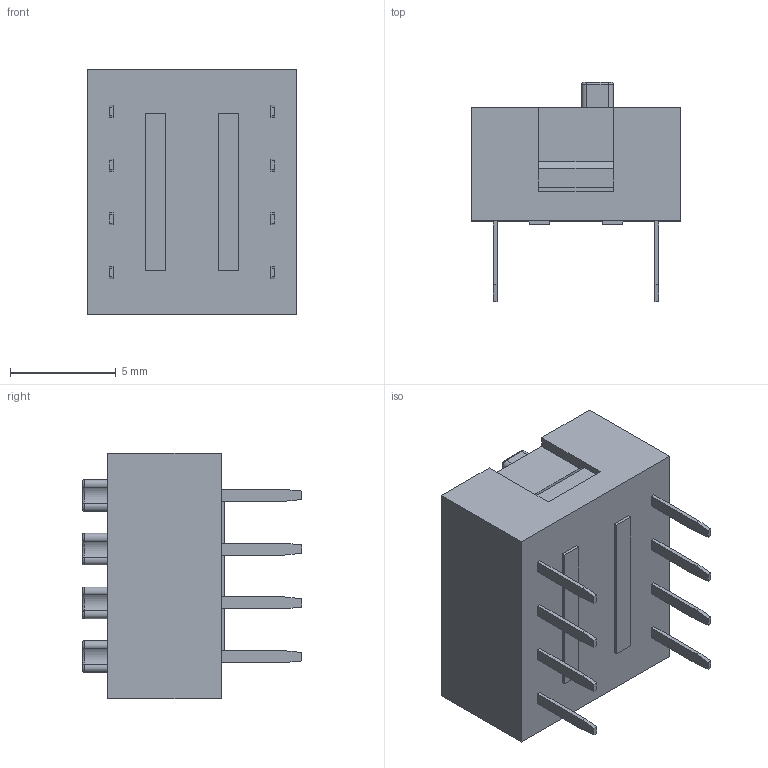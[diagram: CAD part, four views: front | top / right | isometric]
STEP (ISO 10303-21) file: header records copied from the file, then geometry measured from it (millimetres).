
FILE_DESCRIPTION (( 'STEP AP214' ), '1' );
FILE_NAME ('CUI_DEVICES_DS01C-254-L-04BE.step', '2020-10-26T18:14:07', ( '' ), ( '' ), 'SwSTEP 2.0', 'SolidWorks 2020', '' );
FILE_SCHEMA (( 'AUTOMOTIVE_DESIGN' ));
Length unit declared in the file: inch
Products named in the file (1): CUI_DEVICES_DS01C-254-L-04BE
Bounding box: 9.9 x 10.35 x 11.58 mm (x, y, z)
Volume: 611.9 mm3; surface area: 575.5 mm2
Topology: 9 solids, 9 shells, 196 faces, 460 edges, 288 vertices
Faces by surface type: plane 140, cylinder 32, torus 24
Entity records: 7424 total; most frequent: DIRECTION 966, CARTESIAN_POINT 945, ORIENTED_EDGE 920, EDGE_CURVE 460, LINE 348, VECTOR 348, AXIS2_PLACEMENT_3D 309, VERTEX_POINT 288
